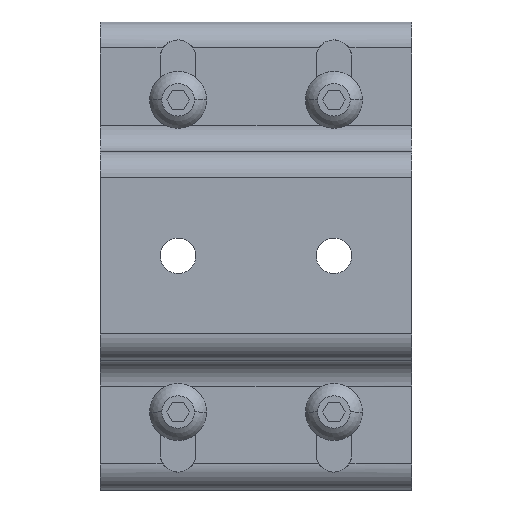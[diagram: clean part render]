
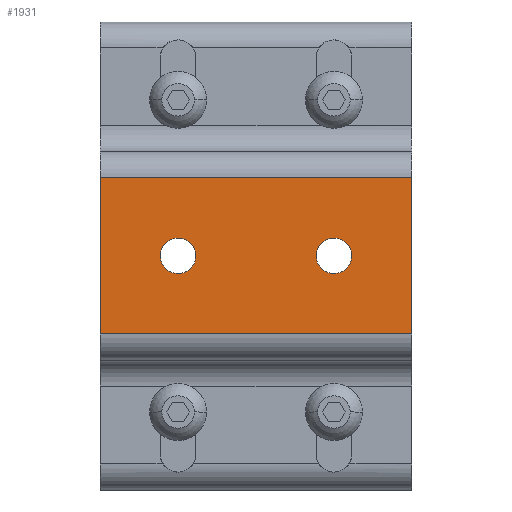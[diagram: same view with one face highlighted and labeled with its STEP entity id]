
A CAD part, top view. The second image highlights one B-rep face of the part: STEP entity #1931.
In plain terms, the highlighted planar face has unit normal (0, 0, 1).
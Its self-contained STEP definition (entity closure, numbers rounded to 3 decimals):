
#728=CARTESIAN_POINT('',(0.922,-0.002,0.25));
#729=VERTEX_POINT('',#728);
#745=CARTESIAN_POINT('',(0.578,-0.002,0.25));
#746=VERTEX_POINT('',#745);
#753=CARTESIAN_POINT('',(0.75,0.0,0.25));
#754=DIRECTION('',(0.0,0.0,-1.0));
#755=DIRECTION('',(0.0,-1.0,0.0));
#756=AXIS2_PLACEMENT_3D('',#753,#754,#755);
#757=CIRCLE('',#756,0.172);
#758=EDGE_CURVE('',#729,#746,#757,.T.);
#998=CARTESIAN_POINT('',(0.75,-0.004,0.25));
#999=DIRECTION('',(0.0,0.0,-1.0));
#1000=DIRECTION('',(0.0,1.0,0.0));
#1001=AXIS2_PLACEMENT_3D('',#998,#999,#1000);
#1002=CIRCLE('',#1001,0.172);
#1003=EDGE_CURVE('',#746,#729,#1002,.T.);
#1082=CARTESIAN_POINT('',(0.0,-0.754,0.25));
#1083=VERTEX_POINT('',#1082);
#1091=CARTESIAN_POINT('',(0.0,0.75,0.25));
#1092=VERTEX_POINT('',#1091);
#1093=CARTESIAN_POINT('',(0.,0.75,0.25));
#1094=DIRECTION('',(0.0,-1.0,0.0));
#1095=VECTOR('',#1094,1.504);
#1096=LINE('',#1093,#1095);
#1097=EDGE_CURVE('',#1092,#1083,#1096,.T.);
#1394=CARTESIAN_POINT('',(2.422,-0.002,0.25));
#1395=VERTEX_POINT('',#1394);
#1411=CARTESIAN_POINT('',(2.078,-0.002,0.25));
#1412=VERTEX_POINT('',#1411);
#1419=CARTESIAN_POINT('',(2.25,0.,0.25));
#1420=DIRECTION('',(0.0,0.0,-1.0));
#1421=DIRECTION('',(0.0,-1.0,0.0));
#1422=AXIS2_PLACEMENT_3D('',#1419,#1420,#1421);
#1423=CIRCLE('',#1422,0.172);
#1424=EDGE_CURVE('',#1395,#1412,#1423,.T.);
#1771=CARTESIAN_POINT('',(3.0,0.75,0.25));
#1772=VERTEX_POINT('',#1771);
#1773=CARTESIAN_POINT('',(3.0,0.75,0.25));
#1774=DIRECTION('',(-1.0,0.0,0.0));
#1775=VECTOR('',#1774,3.0);
#1776=LINE('',#1773,#1775);
#1777=EDGE_CURVE('',#1772,#1092,#1776,.T.);
#1882=CARTESIAN_POINT('',(2.25,-0.004,0.25));
#1883=DIRECTION('',(0.0,0.0,-1.0));
#1884=DIRECTION('',(0.0,1.0,0.0));
#1885=AXIS2_PLACEMENT_3D('',#1882,#1883,#1884);
#1886=CIRCLE('',#1885,0.172);
#1887=EDGE_CURVE('',#1412,#1395,#1886,.T.);
#1900=CARTESIAN_POINT('',(1.5,-0.754,0.25));
#1901=DIRECTION('',(0.0,0.0,1.0));
#1902=DIRECTION('',(0.0,1.0,0.0));
#1903=AXIS2_PLACEMENT_3D('',#1900,#1901,#1902);
#1904=PLANE('',#1903);
#1905=CARTESIAN_POINT('',(3.0,-0.754,0.25));
#1906=VERTEX_POINT('',#1905);
#1907=CARTESIAN_POINT('',(0.0,-0.754,0.25));
#1908=DIRECTION('',(1.0,0.0,0.0));
#1909=VECTOR('',#1908,3.0);
#1910=LINE('',#1907,#1909);
#1911=EDGE_CURVE('',#1083,#1906,#1910,.T.);
#1912=ORIENTED_EDGE('',*,*,#1911,.T.);
#1913=CARTESIAN_POINT('',(3.0,-0.754,0.25));
#1914=DIRECTION('',(0.0,1.0,0.0));
#1915=VECTOR('',#1914,1.504);
#1916=LINE('',#1913,#1915);
#1917=EDGE_CURVE('',#1906,#1772,#1916,.T.);
#1918=ORIENTED_EDGE('',*,*,#1917,.T.);
#1919=ORIENTED_EDGE('',*,*,#1777,.T.);
#1920=ORIENTED_EDGE('',*,*,#1097,.T.);
#1921=EDGE_LOOP('',(#1912,#1918,#1919,#1920));
#1922=FACE_OUTER_BOUND('',#1921,.T.);
#1923=ORIENTED_EDGE('',*,*,#1003,.T.);
#1924=ORIENTED_EDGE('',*,*,#758,.T.);
#1925=EDGE_LOOP('',(#1923,#1924));
#1926=FACE_BOUND('',#1925,.T.);
#1927=ORIENTED_EDGE('',*,*,#1887,.T.);
#1928=ORIENTED_EDGE('',*,*,#1424,.T.);
#1929=EDGE_LOOP('',(#1927,#1928));
#1930=FACE_BOUND('',#1929,.T.);
#1931=ADVANCED_FACE('',(#1922,#1926,#1930),#1904,.T.);
